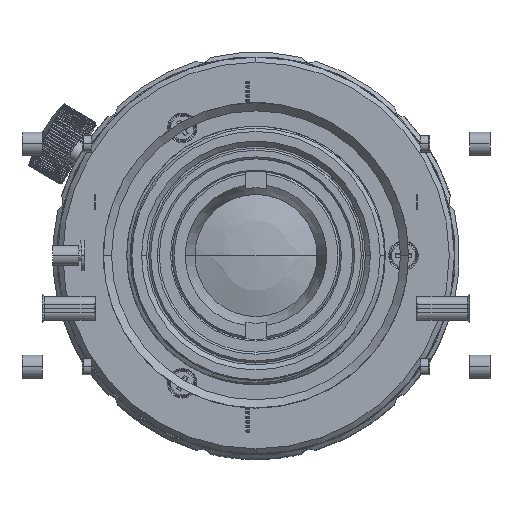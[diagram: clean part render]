
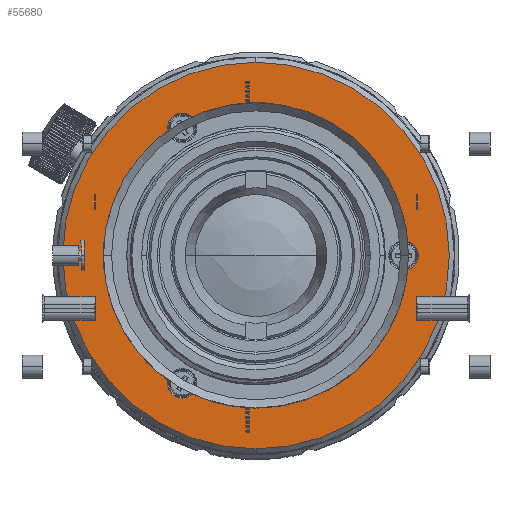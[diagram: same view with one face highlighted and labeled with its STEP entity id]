
A CAD part, top view. The second image highlights one B-rep face of the part: STEP entity #55680.
In plain terms, the highlighted planar face has unit normal (0, 0, 1).
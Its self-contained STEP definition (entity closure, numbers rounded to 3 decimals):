
#8770=CARTESIAN_POINT('',(0.,0.,-0.2));
#8771=DIRECTION('',(0.,0.,-1.));
#8772=DIRECTION('',(0.,-1.,0.));
#8773=AXIS2_PLACEMENT_3D('',#8770,#8771,#8772);
#8775=CARTESIAN_POINT('',(0.,0.,-0.2));
#8776=DIRECTION('',(0.,0.,-1.));
#8777=DIRECTION('',(0.,1.,0.));
#8778=AXIS2_PLACEMENT_3D('',#8775,#8776,#8777);
#8780=CARTESIAN_POINT('',(-7.25,12.557,
-0.2));
#8781=DIRECTION('',(0.,0.,1.));
#8782=DIRECTION('',(0.675,0.737,0.));
#8783=AXIS2_PLACEMENT_3D('',#8780,#8781,#8782);
#8785=CARTESIAN_POINT('',(-7.25,12.557,
-0.2));
#8786=DIRECTION('',(0.,0.,1.));
#8787=DIRECTION('',(0.,1.,0.));
#8788=AXIS2_PLACEMENT_3D('',#8785,#8786,#8787);
#8790=CARTESIAN_POINT('',(0.,0.,
-0.2));
#8791=DIRECTION('',(0.,0.,1.));
#8792=DIRECTION('',(-0.578,0.816,0.));
#8793=AXIS2_PLACEMENT_3D('',#8790,#8791,#8792);
#8795=CARTESIAN_POINT('',(-7.25,-12.557,
-0.2));
#8796=DIRECTION('',(0.,0.,1.));
#8797=DIRECTION('',(-0.976,0.216,0.));
#8798=AXIS2_PLACEMENT_3D('',#8795,#8796,#8797);
#8800=CARTESIAN_POINT('',(-7.25,-12.557,
-0.2));
#8801=DIRECTION('',(0.,0.,1.));
#8802=DIRECTION('',(0.,-1.,0.));
#8803=AXIS2_PLACEMENT_3D('',#8800,#8801,#8802);
#8805=CARTESIAN_POINT('',(0.,0.,
-0.2));
#8806=DIRECTION('',(0.,0.,1.));
#8807=DIRECTION('',(-0.418,-0.908,0.));
#8808=AXIS2_PLACEMENT_3D('',#8805,#8806,#8807);
#8810=CARTESIAN_POINT('',(0.,0.,
-0.2));
#8811=DIRECTION('',(0.,0.,1.));
#8812=DIRECTION('',(0.,-1.,0.));
#8813=AXIS2_PLACEMENT_3D('',#8810,#8811,#8812);
#8815=CARTESIAN_POINT('',(14.5,0.,-0.2));
#8816=DIRECTION('',(0.,0.,1.));
#8817=DIRECTION('',(0.301,-0.954,0.));
#8818=AXIS2_PLACEMENT_3D('',#8815,#8816,#8817);
#8820=CARTESIAN_POINT('',(0.,0.,
-0.2));
#8821=DIRECTION('',(0.,0.,1.));
#8822=DIRECTION('',(0.996,0.092,0.));
#8823=AXIS2_PLACEMENT_3D('',#8820,#8821,#8822);
#8825=CARTESIAN_POINT('',(0.,0.,
-0.2));
#8826=DIRECTION('',(0.,0.,1.));
#8827=DIRECTION('',(0.,1.,0.));
#8828=AXIS2_PLACEMENT_3D('',#8825,#8826,#8827);
#41661=CARTESIAN_POINT('',(0.,-19.,-0.2));
#41662=VERTEX_POINT('',#41661);
#41663=CARTESIAN_POINT('',(0.,19.,
-0.2));
#41664=VERTEX_POINT('',#41663);
#41665=CARTESIAN_POINT('',(-6.271,13.627,
-0.2));
#41666=CARTESIAN_POINT('',(-7.25,14.007,
-0.2));
#41667=VERTEX_POINT('',#41665);
#41668=VERTEX_POINT('',#41666);
#41669=CARTESIAN_POINT('',(-8.666,12.244,
-0.2));
#41670=VERTEX_POINT('',#41669);
#41671=CARTESIAN_POINT('',(-8.666,-12.244,
-0.2));
#41672=VERTEX_POINT('',#41671);
#41673=CARTESIAN_POINT('',(-7.25,-14.007,
-0.2));
#41674=VERTEX_POINT('',#41673);
#41675=CARTESIAN_POINT('',(-6.271,-13.627,
-0.2));
#41676=VERTEX_POINT('',#41675);
#41677=CARTESIAN_POINT('',(0.,-15.,
-0.2));
#41678=VERTEX_POINT('',#41677);
#41679=CARTESIAN_POINT('',(14.936,-1.383,
-0.2));
#41680=VERTEX_POINT('',#41679);
#41681=CARTESIAN_POINT('',(14.936,1.383,
-0.2));
#41682=VERTEX_POINT('',#41681);
#41683=CARTESIAN_POINT('',(0.,15.,
-0.2));
#41684=VERTEX_POINT('',#41683);
#55649=CARTESIAN_POINT('',(0.,0.,-0.2));
#55650=DIRECTION('',(0.,0.,1.));
#55651=DIRECTION('',(1.,0.,0.));
#55652=AXIS2_PLACEMENT_3D('',#55649,#55650,#55651);
#55653=PLANE('',#55652);
#55654=ORIENTED_EDGE('',*,*,#55643,.T.);
#55655=ORIENTED_EDGE('',*,*,#55629,.T.);
#55656=EDGE_LOOP('',(#55654,#55655));
#55657=FACE_OUTER_BOUND('',#55656,.F.);
#55659=ORIENTED_EDGE('',*,*,#55658,.T.);
#55661=ORIENTED_EDGE('',*,*,#55660,.T.);
#55663=ORIENTED_EDGE('',*,*,#55662,.T.);
#55665=ORIENTED_EDGE('',*,*,#55664,.T.);
#55667=ORIENTED_EDGE('',*,*,#55666,.T.);
#55669=ORIENTED_EDGE('',*,*,#55668,.T.);
#55671=ORIENTED_EDGE('',*,*,#55670,.T.);
#55673=ORIENTED_EDGE('',*,*,#55672,.T.);
#55675=ORIENTED_EDGE('',*,*,#55674,.T.);
#55677=ORIENTED_EDGE('',*,*,#55676,.T.);
#55678=EDGE_LOOP('',(#55659,#55661,#55663,#55665,#55667,#55669,#55671,#55673,
#55675,#55677));
#55679=FACE_BOUND('',#55678,.F.);
#8774=CIRCLE('',#8773,19.);
#8779=CIRCLE('',#8778,19.);
#8784=CIRCLE('',#8783,1.45);
#8789=CIRCLE('',#8788,1.45);
#8794=CIRCLE('',#8793,15.);
#8799=CIRCLE('',#8798,1.45);
#8804=CIRCLE('',#8803,1.45);
#8809=CIRCLE('',#8808,15.);
#8814=CIRCLE('',#8813,15.);
#8819=CIRCLE('',#8818,1.45);
#8824=CIRCLE('',#8823,15.);
#8829=CIRCLE('',#8828,15.);
#55629=EDGE_CURVE('',#41664,#41662,#8779,.T.);
#55643=EDGE_CURVE('',#41662,#41664,#8774,.T.);
#55658=EDGE_CURVE('',#41667,#41668,#8784,.T.);
#55660=EDGE_CURVE('',#41668,#41670,#8789,.T.);
#55662=EDGE_CURVE('',#41670,#41672,#8794,.T.);
#55664=EDGE_CURVE('',#41672,#41674,#8799,.T.);
#55666=EDGE_CURVE('',#41674,#41676,#8804,.T.);
#55668=EDGE_CURVE('',#41676,#41678,#8809,.T.);
#55670=EDGE_CURVE('',#41678,#41680,#8814,.T.);
#55672=EDGE_CURVE('',#41680,#41682,#8819,.T.);
#55674=EDGE_CURVE('',#41682,#41684,#8824,.T.);
#55676=EDGE_CURVE('',#41684,#41667,#8829,.T.);
#55680=ADVANCED_FACE('',(#55657,#55679),#55653,.T.);
